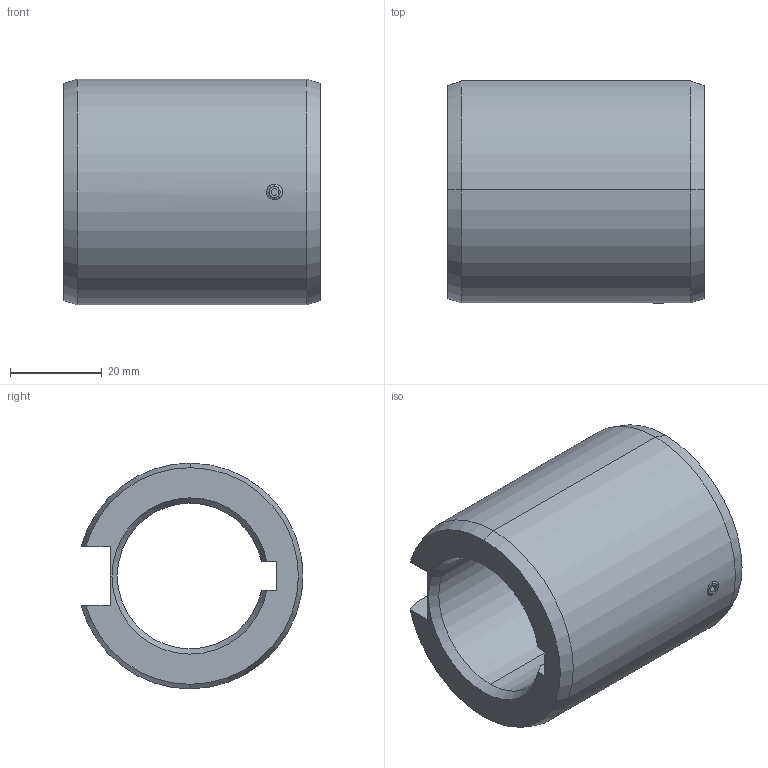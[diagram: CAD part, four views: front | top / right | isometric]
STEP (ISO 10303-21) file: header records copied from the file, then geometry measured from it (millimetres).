
FILE_DESCRIPTION (( 'STEP AP203' ), '1' );
FILE_NAME ('WGSS-262-114-OB.step', '2022-12-08T20:03:46', ( '' ), ( '' ), 'SwSTEP 2.0', 'SolidWorks 2021', '' );
FILE_SCHEMA (( 'CONFIG_CONTROL_DESIGN' ));
Length unit declared in the file: millimetre
Products named in the file (1): WGSS-262-114-OB
Bounding box: 56 x 48.38 x 49.21 mm (x, y, z)
Volume: 55534.4 mm3; surface area: 17039.9 mm2
Topology: 2 solids, 2 shells, 40 faces, 97 edges, 62 vertices
Faces by surface type: plane 17, cone 13, cylinder 10
Entity records: 1310 total; most frequent: CARTESIAN_POINT 278, DIRECTION 201, ORIENTED_EDGE 194, EDGE_CURVE 97, AXIS2_PLACEMENT_3D 73, VERTEX_POINT 62, VECTOR 55, LINE 55
